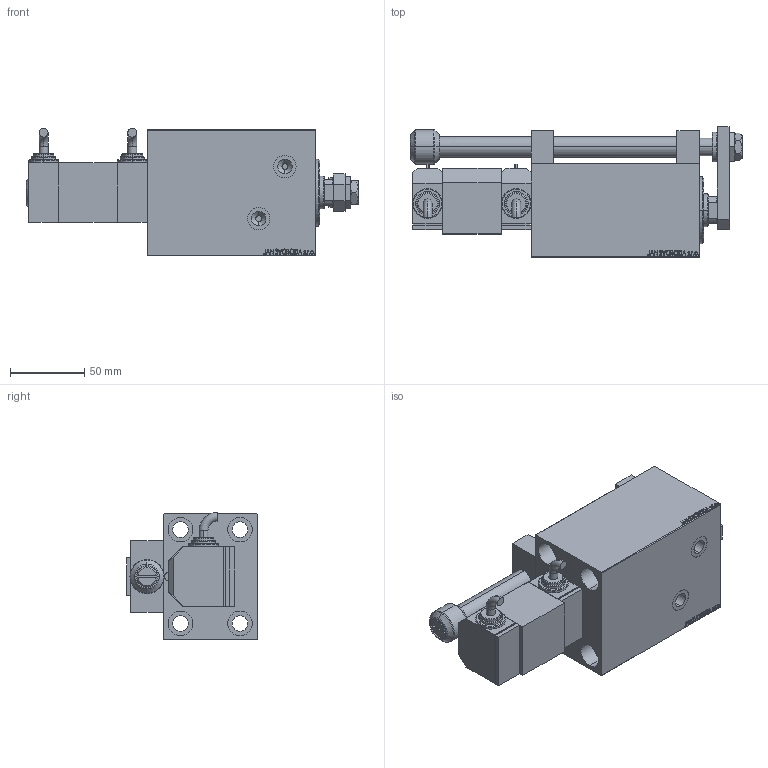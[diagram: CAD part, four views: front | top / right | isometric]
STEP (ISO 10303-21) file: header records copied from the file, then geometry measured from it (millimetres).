
FILE_DESCRIPTION (( 'STEP AP203' ), '1' );
FILE_NAME ('a330.STEP', '2023-03-29T15:27:51', ( '' ), ( '' ), 'SwSTEP 2.0', 'SolidWorks 2019', '' );
FILE_SCHEMA (( 'CONFIG_CONTROL_DESIGN' ));
Length unit declared in the file: millimetre
Products named in the file (13): SWITCH DIM W_B c05e9e59f1d5b67074a107b34dc16637; NUT_D16 c05e9e59f1d5b67074a107b34dc16637; TYC_P c05e9e59f1d5b67074a107b34dc16637; SWITCH_P_FRONT_BACK c05e9e59f1d5b67074a107b34dc16637; V450CP_B_VCP c05e9e59f1d5b67074a107b34dc16637; ZARAZKA_P c05e9e59f1d5b67074a107b34dc16637; KROUZEK_PRO_TYC c05e9e59f1d5b67074a107b34dc16637; SWITCH P c05e9e59f1d5b67074a107b34dc16637; V450CP_C c05e9e59f1d5b67074a107b34dc16637; a330; V450CP_VC_B c05e9e59f1d5b67074a107b34dc16637; MIDDLE c05e9e59f1d5b67074a107b34dc16637; NUT_D19_P c05e9e59f1d5b67074a107b34dc16637
Assembly tree (14 placements, depth 2):
  a330
    V450CP_C c05e9e59f1d5b67074a107b34dc16637
    TYC_P c05e9e59f1d5b67074a107b34dc16637
    ZARAZKA_P c05e9e59f1d5b67074a107b34dc16637
    KROUZEK_PRO_TYC c05e9e59f1d5b67074a107b34dc16637
    MIDDLE c05e9e59f1d5b67074a107b34dc16637
    NUT_D16 c05e9e59f1d5b67074a107b34dc16637
    NUT_D19_P c05e9e59f1d5b67074a107b34dc16637
    SWITCH DIM W_B c05e9e59f1d5b67074a107b34dc16637
    SWITCH P c05e9e59f1d5b67074a107b34dc16637  x2
    SWITCH_P_FRONT_BACK c05e9e59f1d5b67074a107b34dc16637  x2
    V450CP_B_VCP c05e9e59f1d5b67074a107b34dc16637
    V450CP_VC_B c05e9e59f1d5b67074a107b34dc16637
Bounding box: 223.1 x 87.5 x 85.76 mm (x, y, z)
Volume: 734160.1 mm3; surface area: 151612.4 mm2
Topology: 14 solids, 14 shells, 1110 faces, 2762 edges, 1812 vertices
Faces by surface type: plane 525, bspline 380, cylinder 132, cone 41, torus 32
Entity records: 50284 total; most frequent: CARTESIAN_POINT 26191, ORIENTED_EDGE 5224, DIRECTION 3491, EDGE_CURVE 2612, VERTEX_POINT 1716, VECTOR 1499, LINE 1499, EDGE_LOOP 1204
